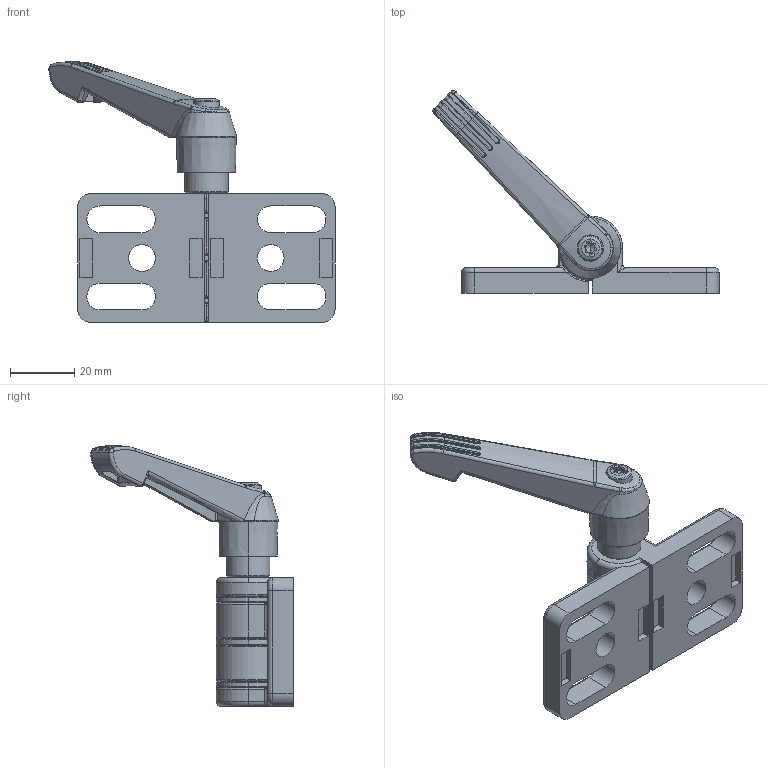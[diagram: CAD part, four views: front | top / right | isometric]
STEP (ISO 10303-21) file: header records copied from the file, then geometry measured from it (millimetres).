
FILE_DESCRIPTION (( 'STEP AP214' ), '1' );
FILE_NAME ('4.04.spslhl.STEP', '2025-06-14T19:21:56', ( '' ), ( '' ), 'SwSTEP 2.0', 'SolidWorks 2023', '' );
FILE_SCHEMA (( 'AUTOMOTIVE_DESIGN' ));
Length unit declared in the file: millimetre
Products named in the file (1): 4.04.spslhl
Bounding box: 88.93 x 62.93 x 80.99 mm (x, y, z)
Volume: 35611 mm3; surface area: 22577.2 mm2
Topology: 7 solids, 7 shells, 497 faces, 1268 edges, 775 vertices
Faces by surface type: cylinder 146, plane 120, bspline 114, torus 71, cone 35, sphere 11
Entity records: 21425 total; most frequent: CARTESIAN_POINT 10292, ORIENTED_EDGE 2488, DIRECTION 2100, EDGE_CURVE 1244, AXIS2_PLACEMENT_3D 846, VERTEX_POINT 773, EDGE_LOOP 537, ADVANCED_FACE 497
